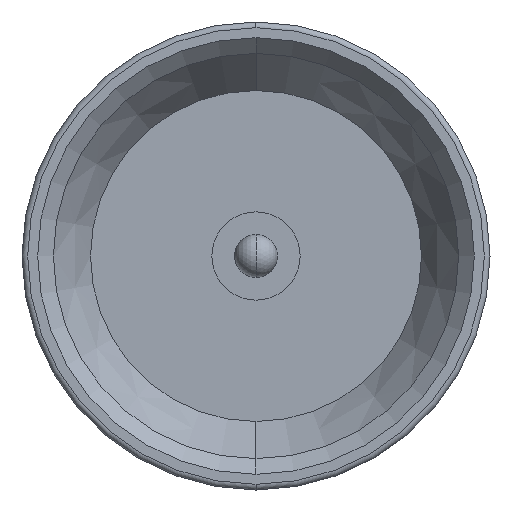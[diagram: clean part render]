
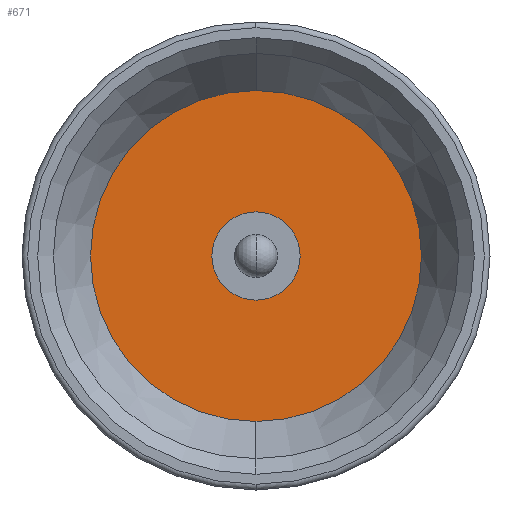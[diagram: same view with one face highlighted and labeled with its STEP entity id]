
A CAD part, left-side view. The second image highlights one B-rep face of the part: STEP entity #671.
In plain terms, the highlighted planar face has unit normal (-1, 0, 0).
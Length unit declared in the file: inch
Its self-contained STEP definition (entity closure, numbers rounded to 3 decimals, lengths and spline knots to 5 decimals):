
#27 = CARTESIAN_POINT ( 'NONE',  ( 0.11, 0., 0. ) ) ;
#62 = DIRECTION ( 'NONE',  ( 1., 0., 0. ) ) ;
#94 = AXIS2_PLACEMENT_3D ( 'NONE', #932, #213, #220 ) ;
#118 = CIRCLE ( 'NONE', #735, 0.01546 ) ;
#147 = DIRECTION ( 'NONE',  ( 0., 0., -1. ) ) ;
#158 = VERTEX_POINT ( 'NONE', #881 ) ;
#173 = ORIENTED_EDGE ( 'NONE', *, *, #450, .F. ) ;
#178 = CIRCLE ( 'NONE', #94, 0.0625 ) ;
#181 = CIRCLE ( 'NONE', #783, 0.01546 ) ;
#190 = DIRECTION ( 'NONE',  ( -1., 0., 0. ) ) ;
#213 = DIRECTION ( 'NONE',  ( -1., 0., 0. ) ) ;
#220 = DIRECTION ( 'NONE',  ( 0., 0., 1. ) ) ;
#247 = EDGE_CURVE ( 'NONE', #406, #158, #118, .T. ) ;
#279 = CARTESIAN_POINT ( 'NONE',  ( 0.11, 0., 0. ) ) ;
#319 = CARTESIAN_POINT ( 'NONE',  ( 0.11, 0., 0.01546 ) ) ;
#335 = CARTESIAN_POINT ( 'NONE',  ( 0.11, 0., -0.0625 ) ) ;
#357 = DIRECTION ( 'NONE',  ( 0., 0., 1. ) ) ;
#396 = DIRECTION ( 'NONE',  ( 0., 0., 1. ) ) ;
#406 = VERTEX_POINT ( 'NONE', #319 ) ;
#450 = EDGE_CURVE ( 'NONE', #158, #406, #181, .T. ) ;
#485 = EDGE_LOOP ( 'NONE', ( #728, #173 ) ) ;
#489 = ORIENTED_EDGE ( 'NONE', *, *, #969, .T. ) ;
#540 = DIRECTION ( 'NONE',  ( 0., 0., 1. ) ) ;
#671 = ADVANCED_FACE ( 'NONE', ( #1077, #984 ), #869, .F. ) ;
#673 = CARTESIAN_POINT ( 'NONE',  ( 0.11, 0., 0. ) ) ;
#675 = VERTEX_POINT ( 'NONE', #966 ) ;
#721 = DIRECTION ( 'NONE',  ( -1., 0., 0. ) ) ;
#728 = ORIENTED_EDGE ( 'NONE', *, *, #247, .F. ) ;
#732 = CIRCLE ( 'NONE', #964, 0.0625 ) ;
#735 = AXIS2_PLACEMENT_3D ( 'NONE', #27, #190, #540 ) ;
#783 = AXIS2_PLACEMENT_3D ( 'NONE', #279, #721, #357 ) ;
#792 = VERTEX_POINT ( 'NONE', #335 ) ;
#844 = DIRECTION ( 'NONE',  ( -1., 0., 0. ) ) ;
#859 = CARTESIAN_POINT ( 'NONE',  ( 0.11, 0.01546, 0. ) ) ;
#869 = PLANE ( 'NONE',  #883 ) ;
#881 = CARTESIAN_POINT ( 'NONE',  ( 0.11, 0., -0.01546 ) ) ;
#883 = AXIS2_PLACEMENT_3D ( 'NONE', #859, #62, #147 ) ;
#932 = CARTESIAN_POINT ( 'NONE',  ( 0.11, 0., 0. ) ) ;
#964 = AXIS2_PLACEMENT_3D ( 'NONE', #673, #844, #396 ) ;
#966 = CARTESIAN_POINT ( 'NONE',  ( 0.11, 0., 0.0625 ) ) ;
#969 = EDGE_CURVE ( 'NONE', #792, #675, #178, .T. ) ;
#984 = FACE_OUTER_BOUND ( 'NONE', #1064, .T. ) ;
#1064 = EDGE_LOOP ( 'NONE', ( #1070, #489 ) ) ;
#1070 = ORIENTED_EDGE ( 'NONE', *, *, #1079, .T. ) ;
#1077 = FACE_BOUND ( 'NONE', #485, .T. ) ;
#1079 = EDGE_CURVE ( 'NONE', #675, #792, #732, .T. ) ;
